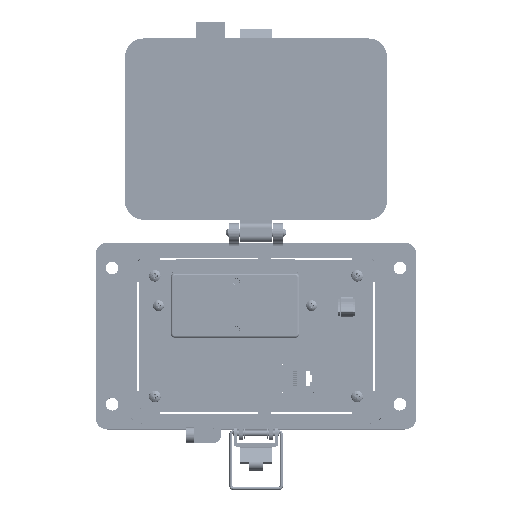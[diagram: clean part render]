
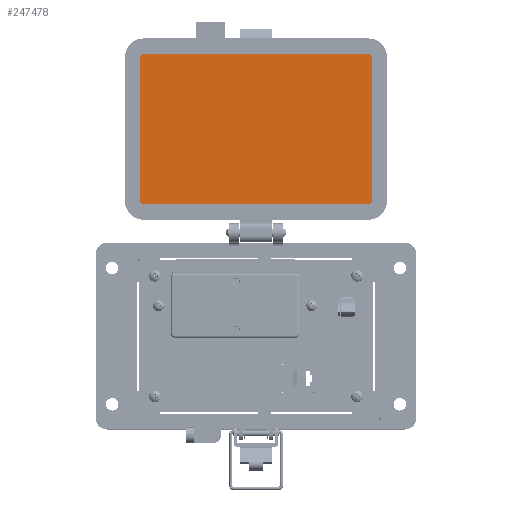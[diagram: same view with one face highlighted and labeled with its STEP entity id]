
A CAD part, top view. The second image highlights one B-rep face of the part: STEP entity #247478.
In plain terms, the highlighted planar face has unit normal (0, 0, 1).
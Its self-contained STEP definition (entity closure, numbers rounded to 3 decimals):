
#1184 = CARTESIAN_POINT ( 'NONE',  ( 57.717, 143.334, 8.694 ) ) ;
#8324 = VERTEX_POINT ( 'NONE', #197983 ) ;
#10947 = CARTESIAN_POINT ( 'NONE',  ( -57.72, 145.119, 8.694 ) ) ;
#11811 = VECTOR ( 'NONE', #24612, 1000. ) ;
#15063 = EDGE_LOOP ( 'NONE', ( #124387, #36055, #134598, #227272, #56007, #121334, #70824, #239095 ) ) ;
#16688 = VERTEX_POINT ( 'NONE', #73207 ) ;
#20354 = DIRECTION ( 'NONE',  ( 0., -1., 0. ) ) ;
#24612 = DIRECTION ( 'NONE',  ( -1., 0., 0. ) ) ;
#33220 = CARTESIAN_POINT ( 'NONE',  ( -57.72, 67.765, 8.694 ) ) ;
#33467 = DIRECTION ( 'NONE',  ( 0., -1., 0. ) ) ;
#36055 = ORIENTED_EDGE ( 'NONE', *, *, #222939, .F. ) ;
#46965 = VERTEX_POINT ( 'NONE', #112737 ) ;
#47787 = CIRCLE ( 'NONE', #129398, 1.785 ) ;
#50353 = EDGE_CURVE ( 'NONE', #183526, #252272, #230326, .T. ) ;
#52753 = DIRECTION ( 'NONE',  ( 0., 1., 0. ) ) ;
#56007 = ORIENTED_EDGE ( 'NONE', *, *, #246256, .F. ) ;
#60163 = EDGE_CURVE ( 'NONE', #160434, #46965, #47787, .T. ) ;
#61206 = PLANE ( 'NONE',  #157507 ) ;
#62924 = LINE ( 'NONE', #140751, #11811 ) ;
#64455 = LINE ( 'NONE', #237955, #107320 ) ;
#70824 = ORIENTED_EDGE ( 'NONE', *, *, #60163, .F. ) ;
#73207 = CARTESIAN_POINT ( 'NONE',  ( -59.505, 143.334, 8.694 ) ) ;
#77849 = DIRECTION ( 'NONE',  ( 0., 0., 1. ) ) ;
#79668 = DIRECTION ( 'NONE',  ( 0., -1., 0. ) ) ;
#80923 = CARTESIAN_POINT ( 'NONE',  ( -57.72, 143.334, 8.694 ) ) ;
#92196 = CARTESIAN_POINT ( 'NONE',  ( 57.717, 69.55, 8.694 ) ) ;
#95441 = AXIS2_PLACEMENT_3D ( 'NONE', #80923, #120431, #79668 ) ;
#98537 = CARTESIAN_POINT ( 'NONE',  ( -59.505, 69.55, 8.694 ) ) ;
#104794 = EDGE_CURVE ( 'NONE', #8324, #183526, #62924, .T. ) ;
#105753 = VERTEX_POINT ( 'NONE', #10947 ) ;
#107320 = VECTOR ( 'NONE', #181780, 1000. ) ;
#107665 = CIRCLE ( 'NONE', #95441, 1.785 ) ;
#112737 = CARTESIAN_POINT ( 'NONE',  ( 59.502, 143.334, 8.694 ) ) ;
#120431 = DIRECTION ( 'NONE',  ( 0., 0., -1. ) ) ;
#121334 = ORIENTED_EDGE ( 'NONE', *, *, #177258, .F. ) ;
#124387 = ORIENTED_EDGE ( 'NONE', *, *, #127745, .F. ) ;
#127745 = EDGE_CURVE ( 'NONE', #16688, #105753, #107665, .T. ) ;
#129398 = AXIS2_PLACEMENT_3D ( 'NONE', #1184, #234687, #159348 ) ;
#131114 = CARTESIAN_POINT ( 'NONE',  ( 59.502, 69.55, 8.694 ) ) ;
#132986 = DIRECTION ( 'NONE',  ( 0., 0., -1. ) ) ;
#134598 = ORIENTED_EDGE ( 'NONE', *, *, #50353, .F. ) ;
#135286 = DIRECTION ( 'NONE',  ( 0., -1., 0. ) ) ;
#136518 = DIRECTION ( 'NONE',  ( 0., -1., 0. ) ) ;
#139017 = CARTESIAN_POINT ( 'NONE',  ( -30.745, 145.119, 8.694 ) ) ;
#140751 = CARTESIAN_POINT ( 'NONE',  ( -57.72, 67.765, 8.694 ) ) ;
#157507 = AXIS2_PLACEMENT_3D ( 'NONE', #139017, #77849, #20354 ) ;
#158122 = FACE_OUTER_BOUND ( 'NONE', #15063, .T. ) ;
#159348 = DIRECTION ( 'NONE',  ( 0., -1., 0. ) ) ;
#160434 = VERTEX_POINT ( 'NONE', #178621 ) ;
#162874 = VECTOR ( 'NONE', #136518, 1000. ) ;
#168816 = LINE ( 'NONE', #246685, #251448 ) ;
#177258 = EDGE_CURVE ( 'NONE', #46965, #229643, #232235, .T. ) ;
#178621 = CARTESIAN_POINT ( 'NONE',  ( 57.717, 145.119, 8.694 ) ) ;
#181780 = DIRECTION ( 'NONE',  ( 1., 0., 0. ) ) ;
#183526 = VERTEX_POINT ( 'NONE', #33220 ) ;
#186596 = EDGE_CURVE ( 'NONE', #105753, #160434, #64455, .T. ) ;
#197676 = CARTESIAN_POINT ( 'NONE',  ( 59.502, 69.55, 8.694 ) ) ;
#197983 = CARTESIAN_POINT ( 'NONE',  ( 57.717, 67.765, 8.694 ) ) ;
#205955 = CIRCLE ( 'NONE', #230975, 1.785 ) ;
#216873 = CARTESIAN_POINT ( 'NONE',  ( -57.72, 69.55, 8.694 ) ) ;
#222130 = AXIS2_PLACEMENT_3D ( 'NONE', #216873, #237244, #135286 ) ;
#222939 = EDGE_CURVE ( 'NONE', #252272, #16688, #168816, .T. ) ;
#227272 = ORIENTED_EDGE ( 'NONE', *, *, #104794, .F. ) ;
#229643 = VERTEX_POINT ( 'NONE', #131114 ) ;
#230326 = CIRCLE ( 'NONE', #222130, 1.785 ) ;
#230975 = AXIS2_PLACEMENT_3D ( 'NONE', #92196, #132986, #33467 ) ;
#232235 = LINE ( 'NONE', #197676, #162874 ) ;
#234687 = DIRECTION ( 'NONE',  ( 0., 0., -1. ) ) ;
#237244 = DIRECTION ( 'NONE',  ( 0., 0., -1. ) ) ;
#237955 = CARTESIAN_POINT ( 'NONE',  ( 57.717, 145.119, 8.694 ) ) ;
#239095 = ORIENTED_EDGE ( 'NONE', *, *, #186596, .F. ) ;
#246256 = EDGE_CURVE ( 'NONE', #229643, #8324, #205955, .T. ) ;
#246685 = CARTESIAN_POINT ( 'NONE',  ( -59.505, 143.334, 8.694 ) ) ;
#247478 = ADVANCED_FACE ( 'NONE', ( #158122 ), #61206, .T. ) ;
#251448 = VECTOR ( 'NONE', #52753, 1000. ) ;
#252272 = VERTEX_POINT ( 'NONE', #98537 ) ;
